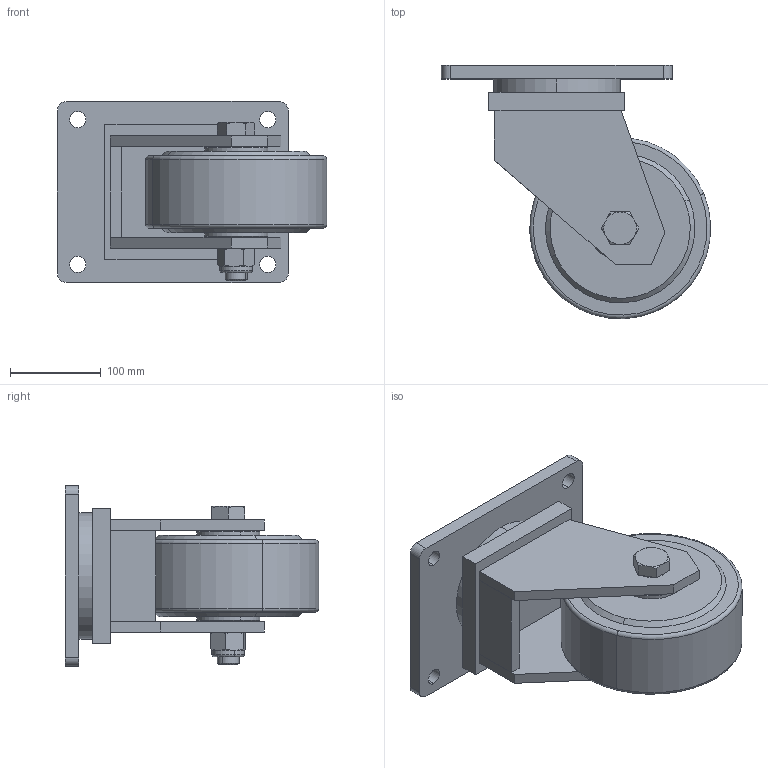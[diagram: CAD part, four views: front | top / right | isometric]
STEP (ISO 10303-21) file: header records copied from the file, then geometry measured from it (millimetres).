
FILE_DESCRIPTION (( 'STEP AP214' ), '1' );
FILE_NAME ('0028601_L-HS-STS-200-K-3-B80_(A-01).step', '2019-05-14T08:03:17', ( '' ), ( '' ), 'SwSTEP 2.0', 'SolidWorks 2018', '' );
FILE_SCHEMA (( 'AUTOMOTIVE_DESIGN' ));
Length unit declared in the file: millimetre
Products named in the file (1): 0028601_L-HS-STS-200-K-3-B80_(A-01)
Bounding box: 297.4 x 279.9 x 200 mm (x, y, z)
Volume: 4799109.2 mm3; surface area: 402843.7 mm2
Topology: 6 solids, 6 shells, 151 faces, 334 edges, 206 vertices
Faces by surface type: plane 69, cylinder 38, cone 34, torus 10
Entity records: 6096 total; most frequent: CARTESIAN_POINT 944, DIRECTION 738, ORIENTED_EDGE 668, EDGE_CURVE 334, AXIS2_PLACEMENT_3D 288, VERTEX_POINT 206, EDGE_LOOP 178, LINE 162
